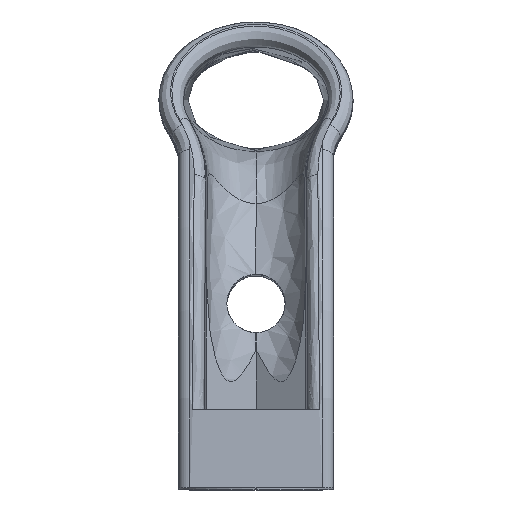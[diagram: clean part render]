
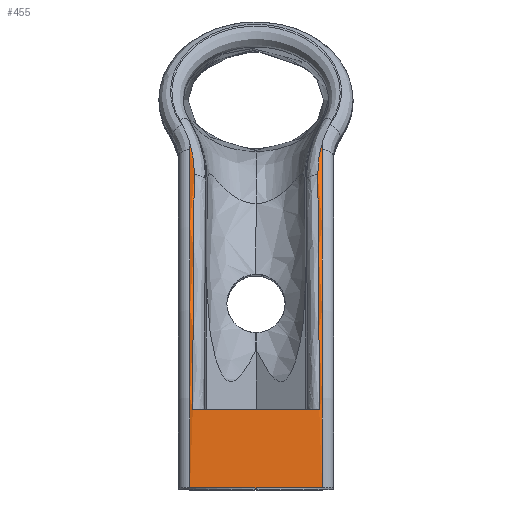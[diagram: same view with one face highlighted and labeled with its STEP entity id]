
A CAD part, top view. The second image highlights one B-rep face of the part: STEP entity #455.
In plain terms, the highlighted cylindrical face has radius 60 mm (diameter 120 mm), a partial arc.
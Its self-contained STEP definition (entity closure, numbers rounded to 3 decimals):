
#61 = CARTESIAN_POINT ( 'NONE',  ( -6.8, -4.837, 59.618 ) ) ;
#455 = ADVANCED_FACE ( 'NONE', ( #3811 ), #1583, .T. ) ;
#551 = CARTESIAN_POINT ( 'NONE',  ( -6.732, -4.736, 59.548 ) ) ;
#604 = ORIENTED_EDGE ( 'NONE', *, *, #4744, .F. ) ;
#783 = CARTESIAN_POINT ( 'NONE',  ( -6.363, -7.759, 61.601 ) ) ;
#798 = CARTESIAN_POINT ( 'NONE',  ( -6.921, -4.163, 59.122 ) ) ;
#834 = VERTEX_POINT ( 'NONE', #5056 ) ;
#1243 = CARTESIAN_POINT ( 'NONE',  ( -6.514, -32., 70.464 ) ) ;
#1326 = LINE ( 'NONE', #9187, #8765 ) ;
#1328 = B_SPLINE_CURVE_WITH_KNOTS ( 'NONE', 3,
 ( #5872, #2902, #8840, #4413 ),
 .UNSPECIFIED., .F., .F.,
 ( 4, 4 ),
 ( 0.002, 0.003 ),
 .UNSPECIFIED. ) ;
#1382 = CARTESIAN_POINT ( 'NONE',  ( 6.363, -7.759, 61.601 ) ) ;
#1518 = DIRECTION ( 'NONE',  ( 1., 0., 0. ) ) ;
#1583 = CYLINDRICAL_SURFACE ( 'NONE', #8215, 60. ) ;
#1660 = ORIENTED_EDGE ( 'NONE', *, *, #3874, .F. ) ;
#1753 = ORIENTED_EDGE ( 'NONE', *, *, #3306, .F. ) ;
#1933 = CARTESIAN_POINT ( 'NONE',  ( 6.495, -23.338, 69.299 ) ) ;
#1996 = CARTESIAN_POINT ( 'NONE',  ( 6.443, -15.13, 66.298 ) ) ;
#2052 = B_SPLINE_CURVE_WITH_KNOTS ( 'NONE', 3,
 ( #1382, #3647, #7359, #2917, #8104, #3690, #8855, #4427 ),
 .UNSPECIFIED., .F., .F.,
 ( 4, 2, 2, 4 ),
 ( 0., 0.001, 0.002, 0.004 ),
 .UNSPECIFIED. ) ;
#2091 = EDGE_CURVE ( 'NONE', #4483, #2585, #1326, .T. ) ;
#2187 = DIRECTION ( 'NONE',  ( -1., 0., 0. ) ) ;
#2333 = VERTEX_POINT ( 'NONE', #5072 ) ;
#2356 = VERTEX_POINT ( 'NONE', #1243 ) ;
#2585 = VERTEX_POINT ( 'NONE', #6716 ) ;
#2599 = LINE ( 'NONE', #8935, #8512 ) ;
#2641 = ORIENTED_EDGE ( 'NONE', *, *, #3695, .F. ) ;
#2702 = VERTEX_POINT ( 'NONE', #3559 ) ;
#2706 = ORIENTED_EDGE ( 'NONE', *, *, #4429, .F. ) ;
#2878 = B_SPLINE_CURVE_WITH_KNOTS ( 'NONE', 3,
 ( #3532, #551, #8740, #4309, #9508, #5062 ),
 .UNSPECIFIED., .F., .F.,
 ( 4, 2, 4 ),
 ( 0.003, 0.005, 0.007 ),
 .UNSPECIFIED. ) ;
#2902 = CARTESIAN_POINT ( 'NONE',  ( 6.841, -4.497, 59.371 ) ) ;
#2917 = CARTESIAN_POINT ( 'NONE',  ( 6.414, -6.522, 60.793 ) ) ;
#3029 = CARTESIAN_POINT ( 'NONE',  ( -6.495, -23.338, 69.299 ) ) ;
#3306 = EDGE_CURVE ( 'NONE', #2333, #5747, #8763, .T. ) ;
#3370 = VERTEX_POINT ( 'NONE', #9305 ) ;
#3418 = ORIENTED_EDGE ( 'NONE', *, *, #4553, .F. ) ;
#3446 = CARTESIAN_POINT ( 'NONE',  ( 6.8, -40., 11. ) ) ;
#3495 = EDGE_CURVE ( 'NONE', #5747, #4712, #2878, .T. ) ;
#3532 = CARTESIAN_POINT ( 'NONE',  ( -6.921, -4.163, 59.122 ) ) ;
#3559 = CARTESIAN_POINT ( 'NONE',  ( 6.8, -5.186, 59.867 ) ) ;
#3626 = EDGE_CURVE ( 'NONE', #2585, #2333, #4597, .T. ) ;
#3647 = CARTESIAN_POINT ( 'NONE',  ( 6.359, -7.446, 61.402 ) ) ;
#3690 = CARTESIAN_POINT ( 'NONE',  ( 6.591, -5.313, 59.962 ) ) ;
#3695 = EDGE_CURVE ( 'NONE', #4712, #2356, #7325, .T. ) ;
#3811 = FACE_OUTER_BOUND ( 'NONE', #8614, .T. ) ;
#3874 = EDGE_CURVE ( 'NONE', #3370, #7687, #6629, .T. ) ;
#4090 = ORIENTED_EDGE ( 'NONE', *, *, #3626, .F. ) ;
#4191 = DIRECTION ( 'NONE',  ( 0., 0., 1. ) ) ;
#4309 = CARTESIAN_POINT ( 'NONE',  ( -6.402, -6.519, 60.795 ) ) ;
#4413 = CARTESIAN_POINT ( 'NONE',  ( 6.8, -5.186, 59.867 ) ) ;
#4425 = CARTESIAN_POINT ( 'NONE',  ( -12.5, -40., 11. ) ) ;
#4427 = CARTESIAN_POINT ( 'NONE',  ( 6.921, -4.163, 59.122 ) ) ;
#4429 = EDGE_CURVE ( 'NONE', #2702, #4483, #4605, .T. ) ;
#4446 = AXIS2_PLACEMENT_3D ( 'NONE', #6642, #2187, #7374 ) ;
#4483 = VERTEX_POINT ( 'NONE', #7943 ) ;
#4553 = EDGE_CURVE ( 'NONE', #7687, #834, #2052, .T. ) ;
#4597 = CIRCLE ( 'NONE', #4446, 60. ) ;
#4605 = CIRCLE ( 'NONE', #6057, 60. ) ;
#4712 = VERTEX_POINT ( 'NONE', #7670 ) ;
#4744 = EDGE_CURVE ( 'NONE', #834, #2702, #1328, .T. ) ;
#5056 = CARTESIAN_POINT ( 'NONE',  ( 6.921, -4.163, 59.122 ) ) ;
#5062 = CARTESIAN_POINT ( 'NONE',  ( -6.363, -7.759, 61.601 ) ) ;
#5072 = CARTESIAN_POINT ( 'NONE',  ( -6.8, -5.186, 59.867 ) ) ;
#5266 = CARTESIAN_POINT ( 'NONE',  ( -6.841, -4.496, 59.37 ) ) ;
#5628 = ORIENTED_EDGE ( 'NONE', *, *, #3495, .F. ) ;
#5699 = CARTESIAN_POINT ( 'NONE',  ( 6.514, -32., 70.464 ) ) ;
#5747 = VERTEX_POINT ( 'NONE', #6227 ) ;
#5872 = CARTESIAN_POINT ( 'NONE',  ( 6.921, -4.163, 59.122 ) ) ;
#5957 = DIRECTION ( 'NONE',  ( -1., 0., 0. ) ) ;
#6000 = CARTESIAN_POINT ( 'NONE',  ( -6.443, -15.13, 66.298 ) ) ;
#6057 = AXIS2_PLACEMENT_3D ( 'NONE', #3446, #8627, #4191 ) ;
#6227 = CARTESIAN_POINT ( 'NONE',  ( -6.921, -4.163, 59.122 ) ) ;
#6629 =( BOUNDED_CURVE ( )  B_SPLINE_CURVE ( 3, ( #5699, #1933, #1996, #7182 ),
 .UNSPECIFIED., .F., .F. ) 
 B_SPLINE_CURVE_WITH_KNOTS ( ( 4, 4 ),
 ( 0.134, 0.567 ),
 .UNSPECIFIED. ) 
 CURVE ( )  GEOMETRIC_REPRESENTATION_ITEM ( )  RATIONAL_B_SPLINE_CURVE ( ( 1., 0.984, 0.984, 1. ) ) 
 REPRESENTATION_ITEM ( '' )  );
#6642 = CARTESIAN_POINT ( 'NONE',  ( -6.8, -40., 11. ) ) ;
#6716 = CARTESIAN_POINT ( 'NONE',  ( -6.8, -40., 71. ) ) ;
#7067 = EDGE_CURVE ( 'NONE', #3370, #2356, #2599, .T. ) ;
#7182 = CARTESIAN_POINT ( 'NONE',  ( 6.363, -7.759, 61.601 ) ) ;
#7325 =( BOUNDED_CURVE ( )  B_SPLINE_CURVE ( 3, ( #783, #6000, #3029, #8221 ),
 .UNSPECIFIED., .F., .F. ) 
 B_SPLINE_CURVE_WITH_KNOTS ( ( 4, 4 ),
 ( 2.574, 3.008 ),
 .UNSPECIFIED. ) 
 CURVE ( )  GEOMETRIC_REPRESENTATION_ITEM ( )  RATIONAL_B_SPLINE_CURVE ( ( 1., 0.984, 0.984, 1. ) ) 
 REPRESENTATION_ITEM ( '' )  );
#7359 = CARTESIAN_POINT ( 'NONE',  ( 6.369, -7.137, 61.201 ) ) ;
#7374 = DIRECTION ( 'NONE',  ( 0., 0., 1. ) ) ;
#7670 = CARTESIAN_POINT ( 'NONE',  ( -6.363, -7.759, 61.601 ) ) ;
#7687 = VERTEX_POINT ( 'NONE', #8014 ) ;
#7943 = CARTESIAN_POINT ( 'NONE',  ( 6.8, -40., 71. ) ) ;
#8014 = CARTESIAN_POINT ( 'NONE',  ( 6.363, -7.759, 61.601 ) ) ;
#8104 = CARTESIAN_POINT ( 'NONE',  ( 6.449, -6.216, 60.586 ) ) ;
#8209 = ORIENTED_EDGE ( 'NONE', *, *, #2091, .F. ) ;
#8215 = AXIS2_PLACEMENT_3D ( 'NONE', #4425, #1518, #8852 ) ;
#8221 = CARTESIAN_POINT ( 'NONE',  ( -6.514, -32., 70.464 ) ) ;
#8300 = ORIENTED_EDGE ( 'NONE', *, *, #7067, .T. ) ;
#8491 = DIRECTION ( 'NONE',  ( -1., 0., 0. ) ) ;
#8512 = VECTOR ( 'NONE', #5957, 1000. ) ;
#8614 = EDGE_LOOP ( 'NONE', ( #8209, #2706, #604, #3418, #1660, #8300, #2641, #5628, #1753, #4090 ) ) ;
#8627 = DIRECTION ( 'NONE',  ( 1., 0., 0. ) ) ;
#8740 = CARTESIAN_POINT ( 'NONE',  ( -6.59, -5.321, 59.968 ) ) ;
#8763 = B_SPLINE_CURVE_WITH_KNOTS ( 'NONE', 3,
 ( #8952, #61, #5266, #798 ),
 .UNSPECIFIED., .F., .F.,
 ( 4, 4 ),
 ( 0., 0.001 ),
 .UNSPECIFIED. ) ;
#8765 = VECTOR ( 'NONE', #8491, 1000. ) ;
#8840 = CARTESIAN_POINT ( 'NONE',  ( 6.8, -4.84, 59.62 ) ) ;
#8852 = DIRECTION ( 'NONE',  ( 0., 0., 1. ) ) ;
#8855 = CARTESIAN_POINT ( 'NONE',  ( 6.734, -4.729, 59.544 ) ) ;
#8935 = CARTESIAN_POINT ( 'NONE',  ( -12.5, -32., 70.464 ) ) ;
#8952 = CARTESIAN_POINT ( 'NONE',  ( -6.8, -5.186, 59.867 ) ) ;
#9187 = CARTESIAN_POINT ( 'NONE',  ( 8., -40., 71. ) ) ;
#9305 = CARTESIAN_POINT ( 'NONE',  ( 6.514, -32., 70.464 ) ) ;
#9508 = CARTESIAN_POINT ( 'NONE',  ( -6.356, -7.131, 61.202 ) ) ;
